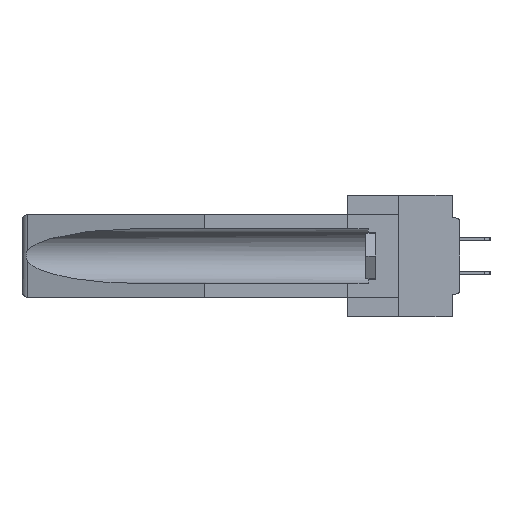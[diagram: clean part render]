
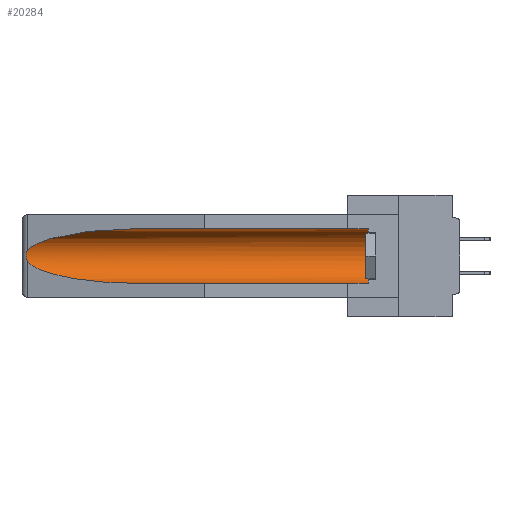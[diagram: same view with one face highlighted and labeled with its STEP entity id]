
A CAD part, left-side view. The second image highlights one B-rep face of the part: STEP entity #20284.
In plain terms, the highlighted cylindrical face has radius 2.857 mm (diameter 5.715 mm), a partial arc.
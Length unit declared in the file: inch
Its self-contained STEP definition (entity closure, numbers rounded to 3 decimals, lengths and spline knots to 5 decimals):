
#535 = LINE ( 'NONE', #3288, #32419 ) ;
#3288 = CARTESIAN_POINT ( 'NONE',  ( 0.155, -0.30754, -0.284 ) ) ;
#3382 = CARTESIAN_POINT ( 'NONE',  ( 0.155, -0.30754, -0.059 ) ) ;
#3855 = CIRCLE ( 'NONE', #35685, 0.1125 ) ;
#4274 = VERTEX_POINT ( 'NONE', #31251 ) ;
#4552 = CARTESIAN_POINT ( 'NONE',  ( 0.155, 0.126, -0.1715 ) ) ;
#4581 = EDGE_CURVE ( 'NONE', #4274, #6872, #3855, .T. ) ;
#6199 = CARTESIAN_POINT ( 'NONE',  ( 0.2675, 1.53308, -0.17534 ) ) ;
#6326 = CARTESIAN_POINT ( 'NONE',  ( 0.26655, 1.53094, -0.18657 ) ) ;
#6578 = CARTESIAN_POINT ( 'NONE',  ( 0.2675, 1.53308, -0.16763 ) ) ;
#6872 = VERTEX_POINT ( 'NONE', #22361 ) ;
#9713 = B_SPLINE_CURVE_WITH_KNOTS ( 'NONE', 3,
 ( #18878, #27661, #34261, #27936, #6578, #6199, #18612, #6326, #31176, #31308 ),
 .UNSPECIFIED., .F., .F.,
 ( 4, 2, 2, 2, 4 ),
 ( 0., 0.00029, 0.00058, 0.00087, 0.00117 ),
 .UNSPECIFIED. ) ;
#10197 = CARTESIAN_POINT ( 'NONE',  ( 0.155, -0.30754, -0.1715 ) ) ;
#11156 = CARTESIAN_POINT ( 'NONE',  ( 0.26537, 1.52718, -0.19328 ) ) ;
#12698 =( BOUNDED_CURVE ( )  B_SPLINE_CURVE ( 3, ( #11156, #17230, #26306, #32933 ),
 .UNSPECIFIED., .F., .F. ) 
 B_SPLINE_CURVE_WITH_KNOTS ( ( 4, 4 ),
 ( 0.1948, 1.5708 ),
 .UNSPECIFIED. ) 
 CURVE ( )  GEOMETRIC_REPRESENTATION_ITEM ( )  RATIONAL_B_SPLINE_CURVE ( ( 1., 0.848, 0.848, 1. ) ) 
 REPRESENTATION_ITEM ( '' )  );
#13190 = DIRECTION ( 'NONE',  ( 0., 1., 0. ) ) ;
#14589 = CARTESIAN_POINT ( 'NONE',  ( 0.155, 1.07973, -0.059 ) ) ;
#14669 = VERTEX_POINT ( 'NONE', #33365 ) ;
#16795 = ORIENTED_EDGE ( 'NONE', *, *, #37968, .T. ) ;
#16893 = EDGE_LOOP ( 'NONE', ( #31537, #16795, #29105, #17136, #38119, #36777 ) ) ;
#17136 = ORIENTED_EDGE ( 'NONE', *, *, #18908, .F. ) ;
#17157 = EDGE_CURVE ( 'NONE', #33783, #28939, #12698, .T. ) ;
#17230 = CARTESIAN_POINT ( 'NONE',  ( 0.25451, 1.48313, -0.24835 ) ) ;
#17813 = CARTESIAN_POINT ( 'NONE',  ( 0.21114, 1.30732, -0.059 ) ) ;
#18612 = CARTESIAN_POINT ( 'NONE',  ( 0.2673, 1.53269, -0.17917 ) ) ;
#18878 = CARTESIAN_POINT ( 'NONE',  ( 0.26537, 1.52718, -0.14972 ) ) ;
#18908 = EDGE_CURVE ( 'NONE', #4274, #28939, #535, .T. ) ;
#20284 = ADVANCED_FACE ( 'NONE', ( #29896 ), #27961, .F. ) ;
#20959 = AXIS2_PLACEMENT_3D ( 'NONE', #10197, #13190, #38086 ) ;
#22361 = CARTESIAN_POINT ( 'NONE',  ( 0.155, 0.126, -0.059 ) ) ;
#22550 = DIRECTION ( 'NONE',  ( 0., 0., 1. ) ) ;
#22584 = CARTESIAN_POINT ( 'NONE',  ( 0.26537, 1.52718, -0.19328 ) ) ;
#22880 = LINE ( 'NONE', #3382, #33035 ) ;
#23766 = CARTESIAN_POINT ( 'NONE',  ( 0.25451, 1.48313, -0.09465 ) ) ;
#26170 = DIRECTION ( 'NONE',  ( 0., -1., 0. ) ) ;
#26306 = CARTESIAN_POINT ( 'NONE',  ( 0.21114, 1.30732, -0.284 ) ) ;
#27468 = DIRECTION ( 'NONE',  ( 0., 1., 0. ) ) ;
#27661 = CARTESIAN_POINT ( 'NONE',  ( 0.26597, 1.52961, -0.15275 ) ) ;
#27936 = CARTESIAN_POINT ( 'NONE',  ( 0.2673, 1.5327, -0.16383 ) ) ;
#27961 = CYLINDRICAL_SURFACE ( 'NONE', #20959, 0.1125 ) ;
#28939 = VERTEX_POINT ( 'NONE', #33819 ) ;
#29105 = ORIENTED_EDGE ( 'NONE', *, *, #17157, .T. ) ;
#29896 = FACE_OUTER_BOUND ( 'NONE', #16893, .T. ) ;
#30337 = EDGE_CURVE ( 'NONE', #36414, #14669, #38482, .T. ) ;
#31176 = CARTESIAN_POINT ( 'NONE',  ( 0.26597, 1.5296, -0.19026 ) ) ;
#31213 = DIRECTION ( 'NONE',  ( 0., 1., 0. ) ) ;
#31251 = CARTESIAN_POINT ( 'NONE',  ( 0.155, 0.126, -0.284 ) ) ;
#31308 = CARTESIAN_POINT ( 'NONE',  ( 0.26537, 1.52718, -0.19328 ) ) ;
#31537 = ORIENTED_EDGE ( 'NONE', *, *, #30337, .T. ) ;
#32419 = VECTOR ( 'NONE', #27468, 39.37008 ) ;
#32933 = CARTESIAN_POINT ( 'NONE',  ( 0.155, 1.07973, -0.284 ) ) ;
#33035 = VECTOR ( 'NONE', #31213, 39.37008 ) ;
#33230 = CARTESIAN_POINT ( 'NONE',  ( 0.26537, 1.52718, -0.14972 ) ) ;
#33365 = CARTESIAN_POINT ( 'NONE',  ( 0.26537, 1.52718, -0.14972 ) ) ;
#33783 = VERTEX_POINT ( 'NONE', #22584 ) ;
#33819 = CARTESIAN_POINT ( 'NONE',  ( 0.155, 1.07973, -0.284 ) ) ;
#34261 = CARTESIAN_POINT ( 'NONE',  ( 0.26654, 1.53092, -0.15636 ) ) ;
#35647 = CARTESIAN_POINT ( 'NONE',  ( 0.155, 1.07973, -0.059 ) ) ;
#35685 = AXIS2_PLACEMENT_3D ( 'NONE', #4552, #26170, #22550 ) ;
#36414 = VERTEX_POINT ( 'NONE', #35647 ) ;
#36777 = ORIENTED_EDGE ( 'NONE', *, *, #39394, .T. ) ;
#37968 = EDGE_CURVE ( 'NONE', #14669, #33783, #9713, .T. ) ;
#38086 = DIRECTION ( 'NONE',  ( 0., 0., 1. ) ) ;
#38119 = ORIENTED_EDGE ( 'NONE', *, *, #4581, .T. ) ;
#38482 =( BOUNDED_CURVE ( )  B_SPLINE_CURVE ( 3, ( #14589, #17813, #23766, #33230 ),
 .UNSPECIFIED., .F., .F. ) 
 B_SPLINE_CURVE_WITH_KNOTS ( ( 4, 4 ),
 ( 4.71239, 6.08839 ),
 .UNSPECIFIED. ) 
 CURVE ( )  GEOMETRIC_REPRESENTATION_ITEM ( )  RATIONAL_B_SPLINE_CURVE ( ( 1., 0.848, 0.848, 1. ) ) 
 REPRESENTATION_ITEM ( '' )  );
#39394 = EDGE_CURVE ( 'NONE', #6872, #36414, #22880, .T. ) ;
